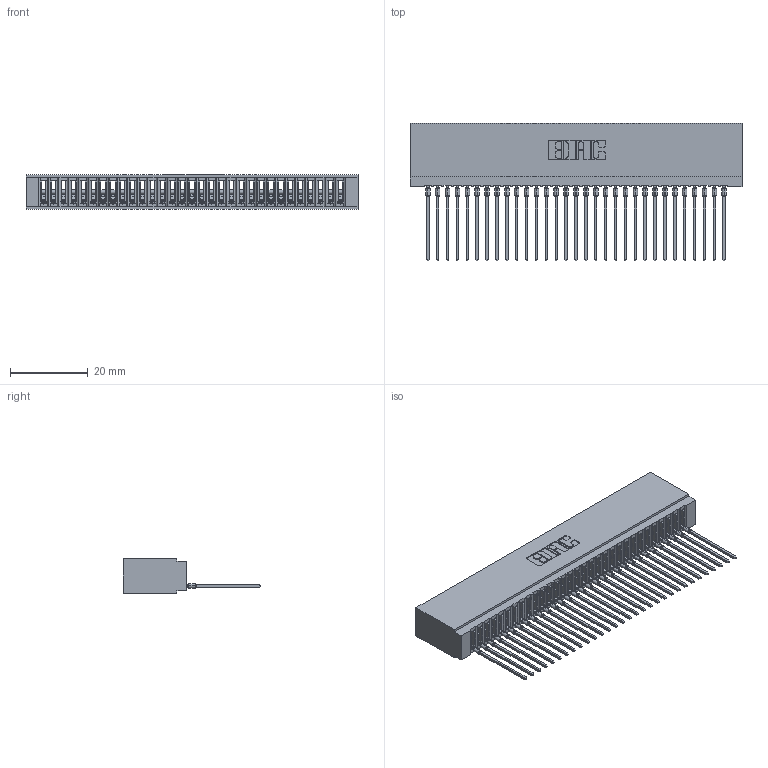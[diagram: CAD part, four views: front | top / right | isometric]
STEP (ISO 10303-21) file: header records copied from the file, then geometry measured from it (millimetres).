
FILE_DESCRIPTION (( 'STEP AP203' ), '1' );
FILE_NAME ('745-031-541-101.STEP', '2026-02-25T17:51:45', ( '' ), ( '' ), 'SwSTEP 2.0', 'SolidWorks 2023', '' );
FILE_SCHEMA (( 'CONFIG_CONTROL_DESIGN' ));
Length unit declared in the file: millimetre
Products named in the file (3): 745-031-541-101; 745-292-001_541; 745 Part_Insulator Option - 01
Assembly tree (32 placements, depth 2):
  745-031-541-101
    745 Part_Insulator Option - 01
    745-292-001_541  x31
Bounding box: 85.34 x 35.45 x 8.89 mm (x, y, z)
Volume: 7601 mm3; surface area: 14553.4 mm2
Topology: 32 solids, 32 shells, 3567 faces, 9806 edges, 6186 vertices
Faces by surface type: plane 2132, cylinder 629, bspline 620, torus 186
Entity records: 52699 total; most frequent: CARTESIAN_POINT 9788, ORIENTED_EDGE 9232, DIRECTION 8012, EDGE_CURVE 4616, LINE 4248, VECTOR 4248, VERTEX_POINT 2946, AXIS2_PLACEMENT_3D 1882
